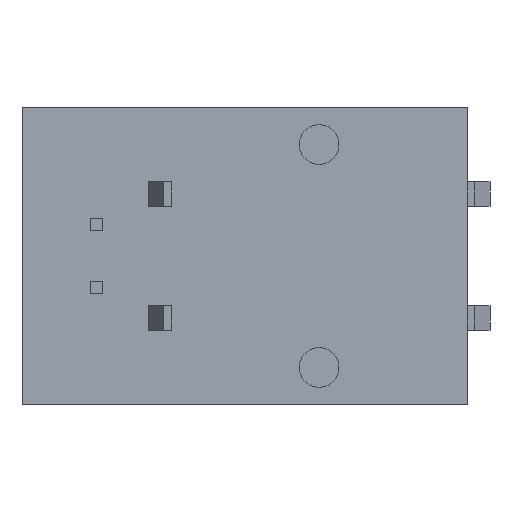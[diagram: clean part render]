
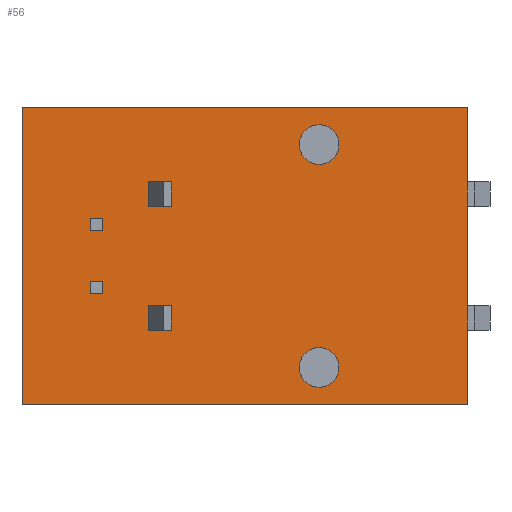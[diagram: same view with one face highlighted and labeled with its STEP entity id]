
A CAD part, front view. The second image highlights one B-rep face of the part: STEP entity #56.
In plain terms, the highlighted planar face has unit normal (0, -1, 0).
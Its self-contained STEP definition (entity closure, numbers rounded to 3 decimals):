
#56=ADVANCED_FACE('NONE',(#121,#122,#123,#124,#125,#126,#127),#128,.F.);
#121=FACE_OUTER_BOUND('',#202,.T.);
#122=FACE_BOUND('',#203,.T.);
#123=FACE_BOUND('',#204,.T.);
#124=FACE_BOUND('',#205,.T.);
#125=FACE_BOUND('',#206,.T.);
#126=FACE_BOUND('',#207,.T.);
#127=FACE_BOUND('',#208,.T.);
#128=PLANE('',#209);
#202=EDGE_LOOP('',(#364,#365,#366,#367));
#203=EDGE_LOOP('',(#368,#369,#370,#371));
#204=EDGE_LOOP('',(#372,#373,#374,#375));
#205=EDGE_LOOP('',(#376,#377,#378,#379));
#206=EDGE_LOOP('',(#380,#381,#382,#383));
#207=EDGE_LOOP('',(#384,#385));
#208=EDGE_LOOP('',(#386,#387));
#209=AXIS2_PLACEMENT_3D('',#388,#389,#390);
#364=ORIENTED_EDGE('',*,*,#681,.T.);
#365=ORIENTED_EDGE('',*,*,#682,.F.);
#366=ORIENTED_EDGE('',*,*,#683,.F.);
#367=ORIENTED_EDGE('',*,*,#684,.T.);
#368=ORIENTED_EDGE('',*,*,#685,.F.);
#369=ORIENTED_EDGE('',*,*,#686,.F.);
#370=ORIENTED_EDGE('',*,*,#687,.T.);
#371=ORIENTED_EDGE('',*,*,#688,.T.);
#372=ORIENTED_EDGE('',*,*,#689,.F.);
#373=ORIENTED_EDGE('',*,*,#690,.F.);
#374=ORIENTED_EDGE('',*,*,#691,.T.);
#375=ORIENTED_EDGE('',*,*,#692,.T.);
#376=ORIENTED_EDGE('',*,*,#693,.F.);
#377=ORIENTED_EDGE('',*,*,#694,.T.);
#378=ORIENTED_EDGE('',*,*,#695,.F.);
#379=ORIENTED_EDGE('',*,*,#696,.F.);
#380=ORIENTED_EDGE('',*,*,#697,.T.);
#381=ORIENTED_EDGE('',*,*,#698,.T.);
#382=ORIENTED_EDGE('',*,*,#699,.T.);
#383=ORIENTED_EDGE('',*,*,#700,.F.);
#384=ORIENTED_EDGE('',*,*,#701,.F.);
#385=ORIENTED_EDGE('',*,*,#702,.F.);
#386=ORIENTED_EDGE('',*,*,#703,.F.);
#387=ORIENTED_EDGE('',*,*,#704,.F.);
#388=CARTESIAN_POINT('',(6.0,0.,6.0));
#389=DIRECTION('',(0.,1.0,0.0));
#390=DIRECTION('',(1.0,0.,-0.0));
#681=EDGE_CURVE('NONE',#938,#939,#940,.T.);
#682=EDGE_CURVE('NONE',#941,#939,#942,.T.);
#683=EDGE_CURVE('NONE',#943,#941,#944,.T.);
#684=EDGE_CURVE('NONE',#943,#938,#945,.T.);
#685=EDGE_CURVE('NONE',#946,#947,#948,.T.);
#686=EDGE_CURVE('NONE',#949,#946,#950,.T.);
#687=EDGE_CURVE('NONE',#949,#951,#952,.T.);
#688=EDGE_CURVE('NONE',#951,#947,#953,.T.);
#689=EDGE_CURVE('NONE',#954,#955,#956,.T.);
#690=EDGE_CURVE('NONE',#957,#954,#958,.T.);
#691=EDGE_CURVE('NONE',#957,#959,#960,.T.);
#692=EDGE_CURVE('NONE',#959,#955,#961,.T.);
#693=EDGE_CURVE('NONE',#962,#963,#964,.T.);
#694=EDGE_CURVE('NONE',#962,#965,#966,.T.);
#695=EDGE_CURVE('NONE',#967,#965,#968,.T.);
#696=EDGE_CURVE('NONE',#963,#967,#969,.T.);
#697=EDGE_CURVE('NONE',#970,#971,#972,.T.);
#698=EDGE_CURVE('NONE',#971,#973,#974,.T.);
#699=EDGE_CURVE('NONE',#973,#975,#976,.T.);
#700=EDGE_CURVE('NONE',#970,#975,#977,.T.);
#701=EDGE_CURVE('NONE',#978,#979,#980,.T.);
#702=EDGE_CURVE('NONE',#979,#978,#981,.T.);
#703=EDGE_CURVE('NONE',#982,#983,#984,.T.);
#704=EDGE_CURVE('NONE',#983,#982,#985,.T.);
#938=VERTEX_POINT('NONE',#1641);
#939=VERTEX_POINT('NONE',#1642);
#940=LINE('',#1643,#1644);
#941=VERTEX_POINT('NONE',#1645);
#942=LINE('',#1646,#1647);
#943=VERTEX_POINT('NONE',#1648);
#944=LINE('',#1649,#1650);
#945=LINE('',#1651,#1652);
#946=VERTEX_POINT('NONE',#1653);
#947=VERTEX_POINT('NONE',#1654);
#948=LINE('',#1655,#1656);
#949=VERTEX_POINT('NONE',#1657);
#950=LINE('',#1658,#1659);
#951=VERTEX_POINT('NONE',#1660);
#952=LINE('',#1661,#1662);
#953=LINE('',#1663,#1664);
#954=VERTEX_POINT('NONE',#1665);
#955=VERTEX_POINT('NONE',#1666);
#956=LINE('',#1667,#1668);
#957=VERTEX_POINT('NONE',#1669);
#958=LINE('',#1670,#1671);
#959=VERTEX_POINT('NONE',#1672);
#960=LINE('',#1673,#1674);
#961=LINE('',#1675,#1676);
#962=VERTEX_POINT('NONE',#1677);
#963=VERTEX_POINT('NONE',#1678);
#964=LINE('',#1679,#1680);
#965=VERTEX_POINT('NONE',#1681);
#966=LINE('',#1682,#1683);
#967=VERTEX_POINT('NONE',#1684);
#968=LINE('',#1685,#1686);
#969=LINE('',#1687,#1688);
#970=VERTEX_POINT('NONE',#1689);
#971=VERTEX_POINT('NONE',#1690);
#972=LINE('',#1691,#1692);
#973=VERTEX_POINT('NONE',#1693);
#974=LINE('',#1694,#1695);
#975=VERTEX_POINT('NONE',#1696);
#976=LINE('',#1697,#1698);
#977=LINE('',#1699,#1700);
#978=VERTEX_POINT('NONE',#1701);
#979=VERTEX_POINT('NONE',#1702);
#980=CIRCLE('',#1703,0.8);
#981=CIRCLE('',#1704,0.8);
#982=VERTEX_POINT('NONE',#1705);
#983=VERTEX_POINT('NONE',#1706);
#984=CIRCLE('',#1707,0.8);
#985=CIRCLE('',#1708,0.8);
#1641=CARTESIAN_POINT('',(-12.0,0.,-6.0));
#1642=CARTESIAN_POINT('',(6.0,0.,-6.0));
#1643=CARTESIAN_POINT('',(6.0,0.,-6.0));
#1644=VECTOR('',#1968,1000.0);
#1645=CARTESIAN_POINT('',(6.0,0.,6.0));
#1646=CARTESIAN_POINT('',(6.0,0.,6.0));
#1647=VECTOR('',#1969,1000.0);
#1648=CARTESIAN_POINT('',(-12.0,0.,6.0));
#1649=CARTESIAN_POINT('',(6.0,0.,6.0));
#1650=VECTOR('',#1970,1000.0);
#1651=CARTESIAN_POINT('',(-12.0,0.,6.0));
#1652=VECTOR('',#1971,1000.0);
#1653=CARTESIAN_POINT('',(-8.75,0.,1.52));
#1654=CARTESIAN_POINT('',(-9.25,0.,1.52));
#1655=CARTESIAN_POINT('',(-8.75,0.,1.52));
#1656=VECTOR('',#1972,1000.0);
#1657=CARTESIAN_POINT('',(-8.75,0.,1.02));
#1658=CARTESIAN_POINT('',(-8.75,0.,1.02));
#1659=VECTOR('',#1973,1000.0);
#1660=CARTESIAN_POINT('',(-9.25,0.,1.02));
#1661=CARTESIAN_POINT('',(-8.75,0.,1.02));
#1662=VECTOR('',#1974,1000.0);
#1663=CARTESIAN_POINT('',(-9.25,0.,1.02));
#1664=VECTOR('',#1975,1000.0);
#1665=CARTESIAN_POINT('',(-8.75,0.,-1.02));
#1666=CARTESIAN_POINT('',(-9.25,0.,-1.02));
#1667=CARTESIAN_POINT('',(-8.75,0.,-1.02));
#1668=VECTOR('',#1976,1000.0);
#1669=CARTESIAN_POINT('',(-8.75,0.,-1.52));
#1670=CARTESIAN_POINT('',(-8.75,0.,-1.02));
#1671=VECTOR('',#1977,1000.0);
#1672=CARTESIAN_POINT('',(-9.25,0.,-1.52));
#1673=CARTESIAN_POINT('',(-8.75,0.,-1.52));
#1674=VECTOR('',#1978,1000.0);
#1675=CARTESIAN_POINT('',(-9.25,0.,-1.02));
#1676=VECTOR('',#1979,1000.0);
#1677=CARTESIAN_POINT('',(-6.168,0.,-3.0));
#1678=CARTESIAN_POINT('',(-6.168,0.,-2.0));
#1679=CARTESIAN_POINT('',(-6.168,0.,6.0));
#1680=VECTOR('',#1980,1000.0);
#1681=CARTESIAN_POINT('',(-6.477,0.,-3.0));
#1682=CARTESIAN_POINT('',(6.0,0.,-3.0));
#1683=VECTOR('',#1981,1000.0);
#1684=CARTESIAN_POINT('',(-6.477,0.,-2.0));
#1685=CARTESIAN_POINT('',(-6.477,0.,6.0));
#1686=VECTOR('',#1982,1000.0);
#1687=CARTESIAN_POINT('',(6.0,0.,-2.0));
#1688=VECTOR('',#1983,1000.0);
#1689=CARTESIAN_POINT('',(-6.477,0.,2.0));
#1690=CARTESIAN_POINT('',(-6.477,0.,3.0));
#1691=CARTESIAN_POINT('',(-6.477,0.,6.0));
#1692=VECTOR('',#1984,1000.0);
#1693=CARTESIAN_POINT('',(-6.168,0.,3.0));
#1694=CARTESIAN_POINT('',(6.0,0.,3.0));
#1695=VECTOR('',#1985,1000.0);
#1696=CARTESIAN_POINT('',(-6.168,0.,2.0));
#1697=CARTESIAN_POINT('',(-6.168,0.,6.0));
#1698=VECTOR('',#1986,1000.0);
#1699=CARTESIAN_POINT('',(6.0,0.,2.0));
#1700=VECTOR('',#1987,1000.0);
#1701=CARTESIAN_POINT('',(-0.8,0.,4.5));
#1702=CARTESIAN_POINT('',(0.8,0.,4.5));
#1703=AXIS2_PLACEMENT_3D('',#1988,#1989,#1990);
#1704=AXIS2_PLACEMENT_3D('',#1991,#1992,#1993);
#1705=CARTESIAN_POINT('',(-0.8,0.,-4.5));
#1706=CARTESIAN_POINT('',(0.8,0.,-4.5));
#1707=AXIS2_PLACEMENT_3D('',#1994,#1995,#1996);
#1708=AXIS2_PLACEMENT_3D('',#1997,#1998,#1999);
#1968=DIRECTION('',(1.0,0.,0.0));
#1969=DIRECTION('',(0.0,0.0,-1.0));
#1970=DIRECTION('',(1.0,0.,0.0));
#1971=DIRECTION('',(0.0,0.0,-1.0));
#1972=DIRECTION('',(-1.0,0.0,0.0));
#1973=DIRECTION('',(0.0,0.,1.0));
#1974=DIRECTION('',(-1.0,0.0,0.0));
#1975=DIRECTION('',(0.0,0.,1.0));
#1976=DIRECTION('',(-1.0,0.0,0.0));
#1977=DIRECTION('',(0.0,0.,1.0));
#1978=DIRECTION('',(-1.0,0.0,0.0));
#1979=DIRECTION('',(0.0,0.,1.0));
#1980=DIRECTION('',(0.0,0.0,1.0));
#1981=DIRECTION('',(-1.0,0.,0.0));
#1982=DIRECTION('',(0.0,0.0,-1.0));
#1983=DIRECTION('',(-1.0,0.,0.0));
#1984=DIRECTION('',(0.0,0.0,1.0));
#1985=DIRECTION('',(1.0,0.,0.0));
#1986=DIRECTION('',(0.0,0.0,-1.0));
#1987=DIRECTION('',(1.0,0.,0.0));
#1988=CARTESIAN_POINT('',(0.,0.,4.5));
#1989=DIRECTION('',(0.,-1.0,-0.0));
#1990=DIRECTION('',(-1.0,0.,0.0));
#1991=CARTESIAN_POINT('',(0.,0.,4.5));
#1992=DIRECTION('',(0.,-1.0,-0.0));
#1993=DIRECTION('',(-1.0,0.,0.0));
#1994=CARTESIAN_POINT('',(0.,0.,-4.5));
#1995=DIRECTION('',(0.,-1.0,-0.0));
#1996=DIRECTION('',(-1.0,0.,0.0));
#1997=CARTESIAN_POINT('',(0.,0.,-4.5));
#1998=DIRECTION('',(0.,-1.0,-0.0));
#1999=DIRECTION('',(-1.0,0.,0.0));
